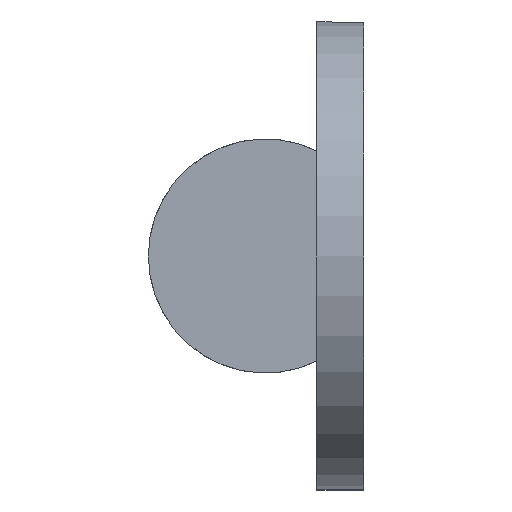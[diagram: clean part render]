
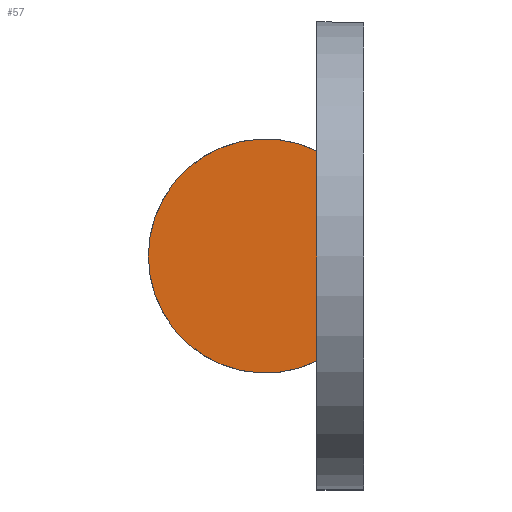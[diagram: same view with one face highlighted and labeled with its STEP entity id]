
A CAD part, left-side view. The second image highlights one B-rep face of the part: STEP entity #57.
In plain terms, the highlighted planar face has unit normal (-1, 0, 0).
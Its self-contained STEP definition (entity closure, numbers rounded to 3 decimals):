
#57 = ADVANCED_FACE( '', ( #131 ), #132, .F. );
#131 = FACE_OUTER_BOUND( '', #228, .T. );
#132 = PLANE( '', #229 );
#228 = EDGE_LOOP( '', ( #335, #336 ) );
#229 = AXIS2_PLACEMENT_3D( '', #337, #338, #339 );
#335 = ORIENTED_EDGE( '', *, *, #558, .F. );
#336 = ORIENTED_EDGE( '', *, *, #559, .F. );
#337 = CARTESIAN_POINT( '', ( 8., -1.1, -1.02 ) );
#338 = DIRECTION( '', ( 1., 0., 0. ) );
#339 = DIRECTION( '', ( 0., 0., -1. ) );
#558 = EDGE_CURVE( '', #660, #647, #661, .T. );
#559 = EDGE_CURVE( '', #647, #660, #662, .T. );
#647 = VERTEX_POINT( '', #784 );
#660 = VERTEX_POINT( '', #800 );
#661 = LINE( '', #801, #802 );
#662 = CIRCLE( '', #803, 2.5 );
#784 = CARTESIAN_POINT( '', ( 8., -1.1, -2.245 ) );
#800 = CARTESIAN_POINT( '', ( 8., -1.1, 2.245 ) );
#801 = CARTESIAN_POINT( '', ( 8., -1.1, 2.5 ) );
#802 = VECTOR( '', #949, 1000. );
#803 = AXIS2_PLACEMENT_3D( '', #950, #951, #952 );
#949 = DIRECTION( '', ( 0., 0., -1. ) );
#950 = CARTESIAN_POINT( '', ( 8., 0., 0. ) );
#951 = DIRECTION( '', ( 1., 0., 0. ) );
#952 = DIRECTION( '', ( 0., 0., -1. ) );
